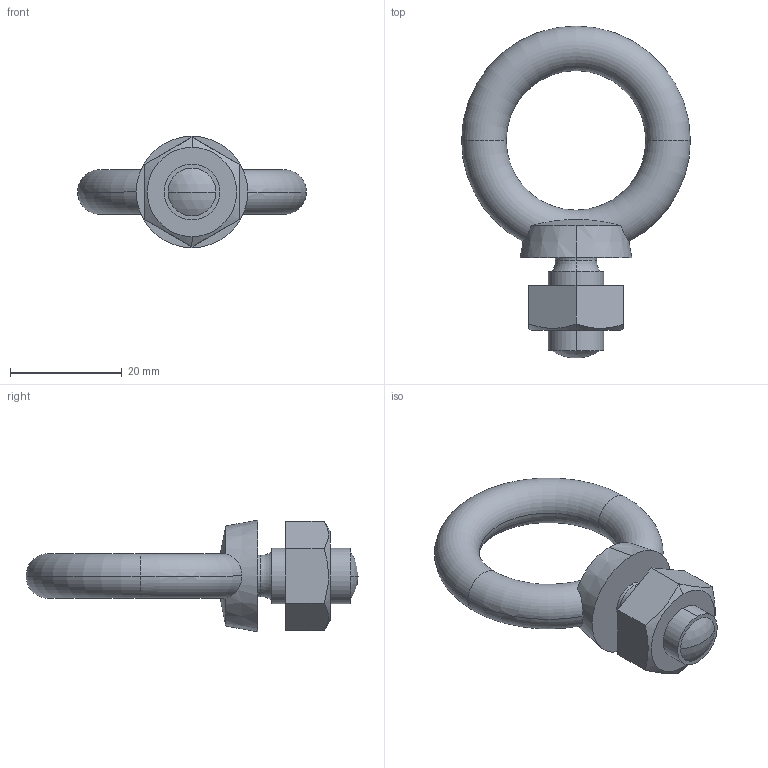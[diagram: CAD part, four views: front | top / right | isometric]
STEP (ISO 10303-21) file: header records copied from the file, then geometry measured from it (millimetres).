
FILE_DESCRIPTION (( 'STEP AP203' ), '1' );
FILE_NAME ('B-1130-10.STEP', '2009-08-07T04:01:24', ( ' ' ), ( ' ' ), 'SwSTEP 2.0', 'SolidWorks 2007', '' );
FILE_SCHEMA (( 'CONFIG_CONTROL_DESIGN' ));
Length unit declared in the file: millimetre
Products named in the file (3): B-1130-10_岞_棉太倌; 榋妏僫僢僩M10_棉太倌; B-1130-10
Assembly tree (2 placements, depth 2):
  B-1130-10
    榋妏僫僢僩M10_棉太倌
    B-1130-10_岞_棉太倌
Bounding box: 41 x 59.5 x 20 mm (x, y, z)
Volume: 9167.2 mm3; surface area: 4690.4 mm2
Topology: 2 solids, 2 shells, 33 faces, 75 edges, 47 vertices
Faces by surface type: plane 11, torus 8, cone 6, cylinder 4, sphere 4
Entity records: 1395 total; most frequent: CARTESIAN_POINT 328, DIRECTION 180, ORIENTED_EDGE 150, AXIS2_PLACEMENT_3D 79, EDGE_CURVE 75, VERTEX_POINT 47, CIRCLE 41, EDGE_LOOP 38
